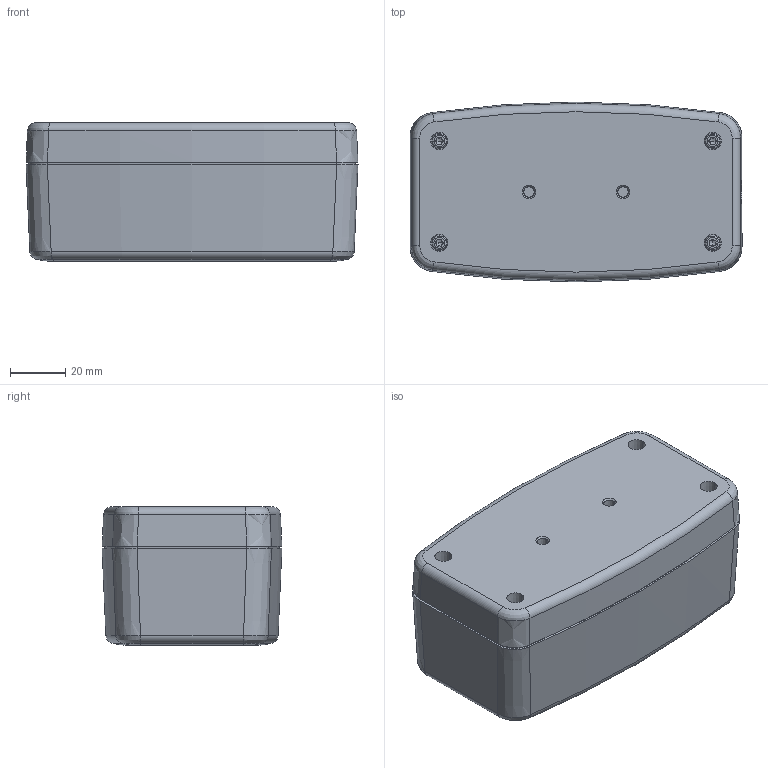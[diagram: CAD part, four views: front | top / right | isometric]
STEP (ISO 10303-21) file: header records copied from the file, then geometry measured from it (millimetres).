
FILE_DESCRIPTION (( 'STEP AP203' ), '1' );
FILE_NAME ('447-820-35.STEP', '2022-06-30T13:56:02', ( '' ), ( '' ), 'SwSTEP 2.0', 'SolidWorks 2018', '' );
FILE_SCHEMA (( 'CONFIG_CONTROL_DESIGN' ));
Length unit declared in the file: millimetre
Products named in the file (4): 063057404; 447-820-35; 044782001; 044780002_044780021
Assembly tree (6 placements, depth 2):
  447-820-35
    044780002_044780021
    044782001
    063057404  x4
Bounding box: 120 x 65 x 50 mm (x, y, z)
Volume: 91128.5 mm3; surface area: 70313.7 mm2
Topology: 6 solids, 6 shells, 1008 faces, 2563 edges, 1638 vertices
Faces by surface type: bspline 310, plane 296, cylinder 204, cone 102, torus 94, sphere 2
Entity records: 31981 total; most frequent: CARTESIAN_POINT 13759, ORIENTED_EDGE 3862, DIRECTION 3444, EDGE_CURVE 1931, AXIS2_PLACEMENT_3D 1315, VERTEX_POINT 1230, EDGE_LOOP 863, VECTOR 814
